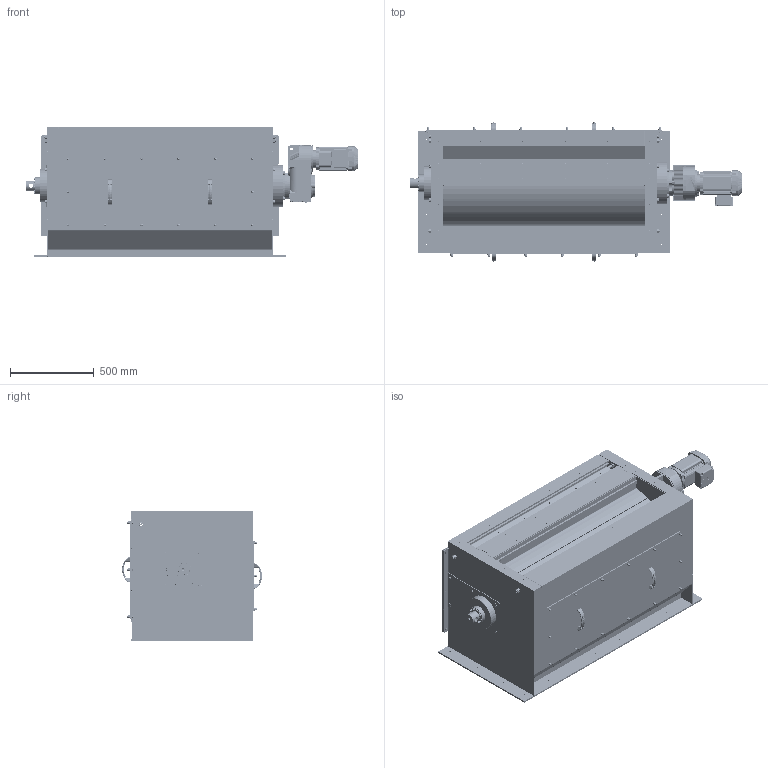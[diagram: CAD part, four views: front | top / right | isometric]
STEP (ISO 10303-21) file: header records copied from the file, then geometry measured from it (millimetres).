
FILE_DESCRIPTION(/* description */ (''),/* implementation_level */ '2;1');
FILE_NAME(/* name */ 'SRTK120054_A.stp',/* time_stamp */ '2023-11-24T12:00:09+01:00',/* author */ ('PH'),/* organization */ (''),/* preprocessor_version */ 'ST-DEVELOPER v18.1',/* originating_system */ 'Autodesk Inventor 2021',/* authorisation */ '');
FILE_SCHEMA (('AUTOMOTIVE_DESIGN { 1 0 10303 214 3 1 1 }'));
Products named in the file (1): SRTK120054_A
Bounding box: 1977 x 833.42 x 775 mm (x, y, z)
Volume: 81780296 mm3; surface area: 17968349.9 mm2
Topology: 9 solids, 9 shells, 4950 faces, 11764 edges, 7354 vertices
Faces by surface type: plane 2609, cylinder 1235, cone 798, torus 140, bspline 90, sphere 78
Full cylindrical faces by diameter (mm): 4.134 x16, 4.917 x8, 5 x6, 5.2 x16, 6 x17, 6.5 x8, 6.647 x50, 6.75 x5, 7.323 x19, 8 x45, 8.2 x4, 8.376 x26, 8.4 x19, 8.5 x8, 9 x44, 9.188 x11, 10 x55, 10.106 x4, 10.5 x11, 11.4 x40, 12 x10, 12.5 x39, 13 x9, 14 x9, 15 x12, 15.4 x12, 16 x64, 17 x7, 17.294 x2, 20 x16
Entity records: 150422 total; most frequent: CARTESIAN_POINT 33039, DIRECTION 23353, ORIENTED_EDGE 23336, EDGE_CURVE 11668, AXIS2_PLACEMENT_3D 8735, VERTEX_POINT 7364, EDGE_LOOP 5971, LINE 5883
